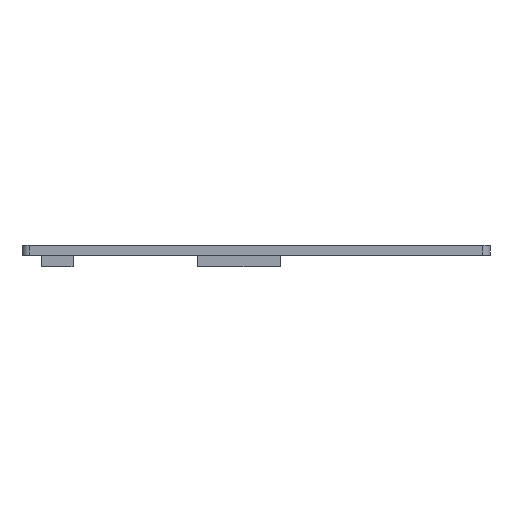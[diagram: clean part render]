
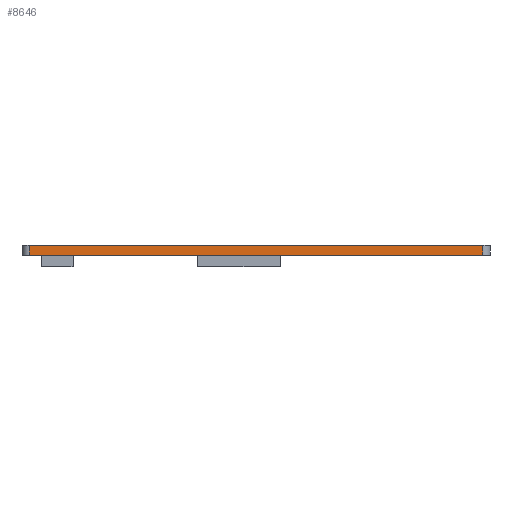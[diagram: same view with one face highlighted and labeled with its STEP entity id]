
A CAD part, front view. The second image highlights one B-rep face of the part: STEP entity #8646.
In plain terms, the highlighted planar face has unit normal (0, -1, 0).
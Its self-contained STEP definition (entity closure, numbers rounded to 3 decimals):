
#32 = VERTEX_POINT('',#33);
#33 = CARTESIAN_POINT('',(-91.,-92.,0.));
#40 = EDGE_CURVE('',#41,#32,#43,.T.);
#41 = VERTEX_POINT('',#42);
#42 = CARTESIAN_POINT('',(91.,-92.,0.));
#43 = LINE('',#44,#45);
#44 = CARTESIAN_POINT('',(94.,-92.,0.));
#45 = VECTOR('',#46,1.);
#46 = DIRECTION('',(-1.,0.,0.));
#8533 = EDGE_CURVE('',#32,#8534,#8536,.T.);
#8534 = VERTEX_POINT('',#8535);
#8535 = CARTESIAN_POINT('',(-91.,-92.,4.));
#8536 = LINE('',#8537,#8538);
#8537 = CARTESIAN_POINT('',(-91.,-92.,0.));
#8538 = VECTOR('',#8539,1.);
#8539 = DIRECTION('',(0.,0.,1.));
#8646 = ADVANCED_FACE('',(#8647),#8665,.T.);
#8647 = FACE_BOUND('',#8648,.T.);
#8648 = EDGE_LOOP('',(#8649,#8650,#8658,#8664));
#8649 = ORIENTED_EDGE('',*,*,#40,.F.);
#8650 = ORIENTED_EDGE('',*,*,#8651,.T.);
#8651 = EDGE_CURVE('',#41,#8652,#8654,.T.);
#8652 = VERTEX_POINT('',#8653);
#8653 = CARTESIAN_POINT('',(91.,-92.,4.));
#8654 = LINE('',#8655,#8656);
#8655 = CARTESIAN_POINT('',(91.,-92.,0.));
#8656 = VECTOR('',#8657,1.);
#8657 = DIRECTION('',(0.,0.,1.));
#8658 = ORIENTED_EDGE('',*,*,#8659,.T.);
#8659 = EDGE_CURVE('',#8652,#8534,#8660,.T.);
#8660 = LINE('',#8661,#8662);
#8661 = CARTESIAN_POINT('',(94.,-92.,4.));
#8662 = VECTOR('',#8663,1.);
#8663 = DIRECTION('',(-1.,0.,0.));
#8664 = ORIENTED_EDGE('',*,*,#8533,.F.);
#8665 = PLANE('',#8666);
#8666 = AXIS2_PLACEMENT_3D('',#8667,#8668,#8669);
#8667 = CARTESIAN_POINT('',(94.,-92.,0.));
#8668 = DIRECTION('',(0.,-1.,0.));
#8669 = DIRECTION('',(-1.,0.,0.));
